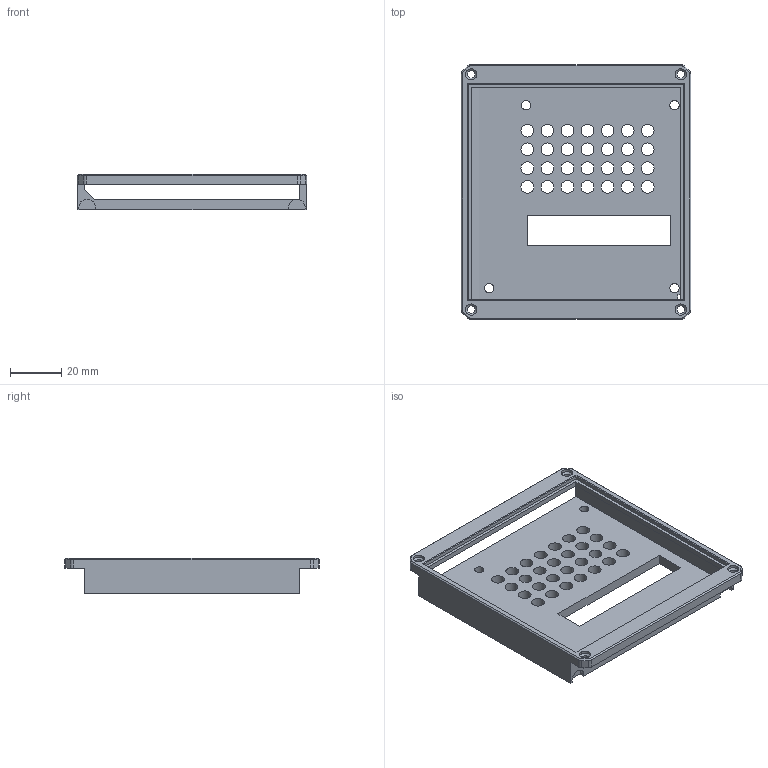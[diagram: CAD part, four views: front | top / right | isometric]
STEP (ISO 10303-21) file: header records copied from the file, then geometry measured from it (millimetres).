
FILE_DESCRIPTION(/* description */ (''),/* implementation_level */ '2;1');
FILE_NAME(/* name */ 'Display Holder (Waveshare) STEP.step',/* time_stamp */ '2026-01-08T13:22:57+02:00',/* author */ (''),/* organization */ (''),/* preprocessor_version */ 'ST-DEVELOPER v20.1',/* originating_system */ 'Autodesk Translation Framework v14.17.0.0',/* authorisation */ '');
FILE_SCHEMA (('AUTOMOTIVE_DESIGN { 1 0 10303 214 3 1 1 }'));
Length unit declared in the file: millimetre
Products named in the file (1): Monitor Holder
Bounding box: 89.6 x 99.6 x 13.9 mm (x, y, z)
Volume: 35472.8 mm3; surface area: 24238.3 mm2
Topology: 1 solids, 1 shells, 110 faces, 303 edges, 192 vertices
Faces by surface type: cylinder 51, plane 47, cone 12
Full cylindrical faces by diameter (mm): 3 x4, 3.636 x4, 4.4 x4, 5 x28
Entity records: 3693 total; most frequent: DIRECTION 635, ORIENTED_EDGE 606, CARTESIAN_POINT 606, EDGE_CURVE 303, AXIS2_PLACEMENT_3D 221, LINE 193, VECTOR 193, VERTEX_POINT 192
